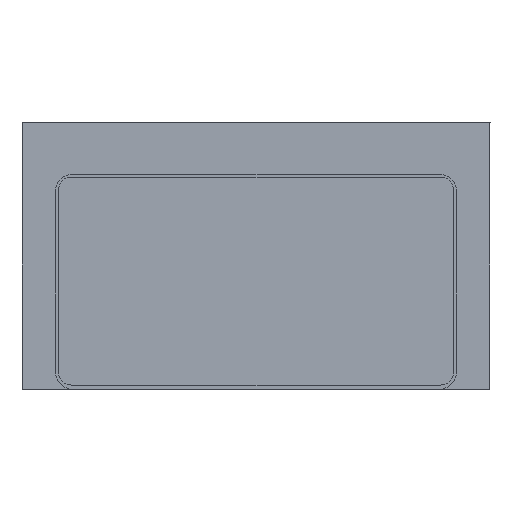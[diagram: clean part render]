
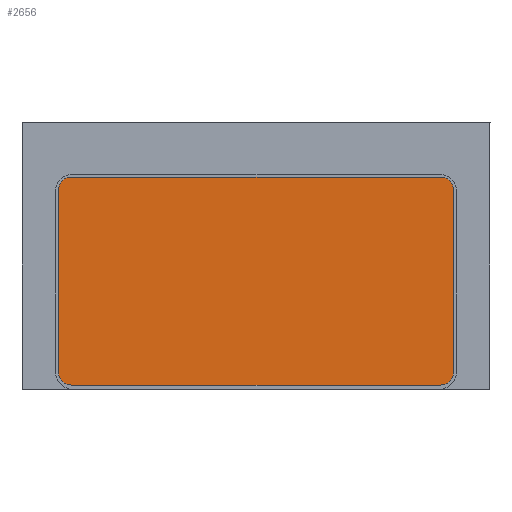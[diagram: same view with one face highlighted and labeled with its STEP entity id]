
A CAD part, top view. The second image highlights one B-rep face of the part: STEP entity #2656.
In plain terms, the highlighted planar face has unit normal (0, 0, 1).
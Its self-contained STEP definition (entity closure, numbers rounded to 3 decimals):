
#19 = CARTESIAN_POINT ( 'NONE',  ( 0.725, 0.05, 0.07 ) ) ;
#34 = ORIENTED_EDGE ( 'NONE', *, *, #2337, .T. ) ;
#37 = VECTOR ( 'NONE', #659, 1000. ) ;
#45 = EDGE_CURVE ( 'NONE', #1260, #1837, #2622, .T. ) ;
#135 = CIRCLE ( 'NONE', #2070, 0.2 ) ;
#186 = ORIENTED_EDGE ( 'NONE', *, *, #45, .T. ) ;
#196 = VERTEX_POINT ( 'NONE', #1542 ) ;
#244 = DIRECTION ( 'NONE',  ( 0., 0., 1. ) ) ;
#247 = CARTESIAN_POINT ( 'NONE',  ( 0.725, 2.95, 0.07 ) ) ;
#312 = VERTEX_POINT ( 'NONE', #2445 ) ;
#385 = VECTOR ( 'NONE', #1587, 1000. ) ;
#518 = LINE ( 'NONE', #1447, #2094 ) ;
#575 = LINE ( 'NONE', #2612, #37 ) ;
#607 = VERTEX_POINT ( 'NONE', #2518 ) ;
#624 = AXIS2_PLACEMENT_3D ( 'NONE', #247, #908, #2374 ) ;
#631 = DIRECTION ( 'NONE',  ( 0., 1., 0. ) ) ;
#652 = CARTESIAN_POINT ( 'NONE',  ( 6.225, 0.25, 0.07 ) ) ;
#659 = DIRECTION ( 'NONE',  ( -1., 0., 0. ) ) ;
#687 = CARTESIAN_POINT ( 'NONE',  ( 6.425, 0.25, 0.07 ) ) ;
#706 = AXIS2_PLACEMENT_3D ( 'NONE', #652, #1670, #2657 ) ;
#752 = CARTESIAN_POINT ( 'NONE',  ( 6.225, 0.25, 0.07 ) ) ;
#789 = AXIS2_PLACEMENT_3D ( 'NONE', #752, #244, #1146 ) ;
#908 = DIRECTION ( 'NONE',  ( 0., 0., 1. ) ) ;
#925 = CARTESIAN_POINT ( 'NONE',  ( 0.525, 0.25, 0.07 ) ) ;
#942 = ORIENTED_EDGE ( 'NONE', *, *, #2506, .T. ) ;
#949 = CIRCLE ( 'NONE', #624, 0.2 ) ;
#988 = EDGE_CURVE ( 'NONE', #196, #2549, #2532, .T. ) ;
#1119 = ORIENTED_EDGE ( 'NONE', *, *, #988, .T. ) ;
#1146 = DIRECTION ( 'NONE',  ( 1., 0., 0. ) ) ;
#1260 = VERTEX_POINT ( 'NONE', #1273 ) ;
#1267 = CARTESIAN_POINT ( 'NONE',  ( 6.425, 0.25, 0.07 ) ) ;
#1273 = CARTESIAN_POINT ( 'NONE',  ( 6.225, 0.05, 0.07 ) ) ;
#1303 = ORIENTED_EDGE ( 'NONE', *, *, #1412, .T. ) ;
#1341 = CARTESIAN_POINT ( 'NONE',  ( 0.525, 2.95, 0.07 ) ) ;
#1379 = DIRECTION ( 'NONE',  ( 1., 0., 0. ) ) ;
#1401 = PLANE ( 'NONE',  #706 ) ;
#1412 = EDGE_CURVE ( 'NONE', #607, #312, #575, .T. ) ;
#1447 = CARTESIAN_POINT ( 'NONE',  ( 0.725, 0.05, 0.07 ) ) ;
#1501 = EDGE_LOOP ( 'NONE', ( #186, #1624, #942, #1303, #34, #1119, #2088, #1595 ) ) ;
#1542 = CARTESIAN_POINT ( 'NONE',  ( 0.525, 2.95, 0.07 ) ) ;
#1571 = FACE_OUTER_BOUND ( 'NONE', #1501, .T. ) ;
#1587 = DIRECTION ( 'NONE',  ( 0., -1., 0. ) ) ;
#1595 = ORIENTED_EDGE ( 'NONE', *, *, #2311, .T. ) ;
#1624 = ORIENTED_EDGE ( 'NONE', *, *, #1994, .T. ) ;
#1670 = DIRECTION ( 'NONE',  ( 0., 0., 1. ) ) ;
#1782 = CARTESIAN_POINT ( 'NONE',  ( 6.225, 2.95, 0.07 ) ) ;
#1837 = VERTEX_POINT ( 'NONE', #1267 ) ;
#1994 = EDGE_CURVE ( 'NONE', #1837, #2161, #2713, .T. ) ;
#2003 = DIRECTION ( 'NONE',  ( 0., 0., 1. ) ) ;
#2013 = DIRECTION ( 'NONE',  ( 1., 0., 0. ) ) ;
#2060 = VERTEX_POINT ( 'NONE', #19 ) ;
#2070 = AXIS2_PLACEMENT_3D ( 'NONE', #1782, #2003, #2013 ) ;
#2088 = ORIENTED_EDGE ( 'NONE', *, *, #2516, .T. ) ;
#2094 = VECTOR ( 'NONE', #2270, 1000. ) ;
#2161 = VERTEX_POINT ( 'NONE', #2732 ) ;
#2170 = VECTOR ( 'NONE', #631, 1000. ) ;
#2215 = DIRECTION ( 'NONE',  ( 0., 0., 1. ) ) ;
#2270 = DIRECTION ( 'NONE',  ( 1., 0., 0. ) ) ;
#2311 = EDGE_CURVE ( 'NONE', #2060, #1260, #518, .T. ) ;
#2322 = CIRCLE ( 'NONE', #2349, 0.2 ) ;
#2337 = EDGE_CURVE ( 'NONE', #312, #196, #949, .T. ) ;
#2349 = AXIS2_PLACEMENT_3D ( 'NONE', #2419, #2215, #1379 ) ;
#2374 = DIRECTION ( 'NONE',  ( 1., 0., 0. ) ) ;
#2419 = CARTESIAN_POINT ( 'NONE',  ( 0.725, 0.25, 0.07 ) ) ;
#2445 = CARTESIAN_POINT ( 'NONE',  ( 0.725, 3.15, 0.07 ) ) ;
#2506 = EDGE_CURVE ( 'NONE', #2161, #607, #135, .T. ) ;
#2516 = EDGE_CURVE ( 'NONE', #2549, #2060, #2322, .T. ) ;
#2518 = CARTESIAN_POINT ( 'NONE',  ( 6.225, 3.15, 0.07 ) ) ;
#2532 = LINE ( 'NONE', #1341, #385 ) ;
#2549 = VERTEX_POINT ( 'NONE', #925 ) ;
#2612 = CARTESIAN_POINT ( 'NONE',  ( 6.225, 3.15, 0.07 ) ) ;
#2622 = CIRCLE ( 'NONE', #789, 0.2 ) ;
#2656 = ADVANCED_FACE ( 'NONE', ( #1571 ), #1401, .T. ) ;
#2657 = DIRECTION ( 'NONE',  ( 1., 0., 0. ) ) ;
#2713 = LINE ( 'NONE', #687, #2170 ) ;
#2732 = CARTESIAN_POINT ( 'NONE',  ( 6.425, 2.95, 0.07 ) ) ;
